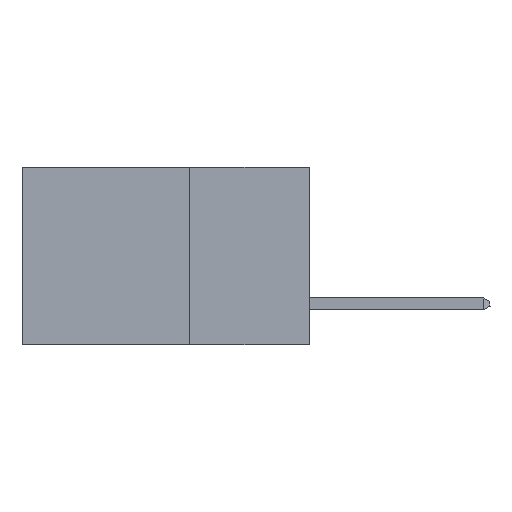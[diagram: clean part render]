
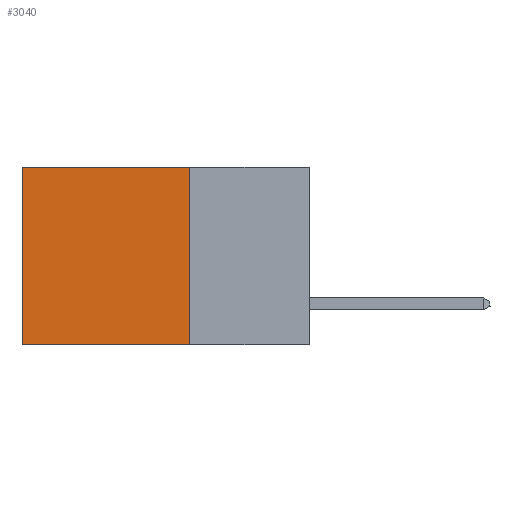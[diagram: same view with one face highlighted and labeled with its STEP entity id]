
A CAD part, left-side view. The second image highlights one B-rep face of the part: STEP entity #3040.
In plain terms, the highlighted planar face has unit normal (-1, 0, 0).
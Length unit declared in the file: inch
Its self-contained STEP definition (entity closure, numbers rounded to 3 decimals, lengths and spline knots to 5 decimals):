
#1165 = CARTESIAN_POINT ( 'NONE',  ( 0.2875, 0.25, -0.37 ) ) ;
#2033 = PLANE ( 'NONE',  #26196 ) ;
#2343 = DIRECTION ( 'NONE',  ( 0., 1., 0. ) ) ;
#3040 = ADVANCED_FACE ( 'NONE', ( #31370 ), #2033, .F. ) ;
#4901 = DIRECTION ( 'NONE',  ( 0., 0., -1. ) ) ;
#5435 = DIRECTION ( 'NONE',  ( 1., 0., 0. ) ) ;
#5479 = VERTEX_POINT ( 'NONE', #16548 ) ;
#5681 = DIRECTION ( 'NONE',  ( 0., 1., 0. ) ) ;
#6096 = LINE ( 'NONE', #24041, #29472 ) ;
#6762 = LINE ( 'NONE', #27840, #38346 ) ;
#7950 = DIRECTION ( 'NONE',  ( 0., 0., -1. ) ) ;
#8238 = CARTESIAN_POINT ( 'NONE',  ( 0.2875, 0.25, 0. ) ) ;
#8343 = EDGE_CURVE ( 'NONE', #9065, #13342, #34889, .T. ) ;
#9065 = VERTEX_POINT ( 'NONE', #11308 ) ;
#11308 = CARTESIAN_POINT ( 'NONE',  ( 0.2875, 0.25, 0. ) ) ;
#13342 = VERTEX_POINT ( 'NONE', #1165 ) ;
#14186 = ORIENTED_EDGE ( 'NONE', *, *, #31448, .T. ) ;
#15568 = VERTEX_POINT ( 'NONE', #19705 ) ;
#15963 = ORIENTED_EDGE ( 'NONE', *, *, #38299, .F. ) ;
#16548 = CARTESIAN_POINT ( 'NONE',  ( 0.2875, 0.6, 0. ) ) ;
#17590 = CARTESIAN_POINT ( 'NONE',  ( 0.2875, 0.25, 0. ) ) ;
#19705 = CARTESIAN_POINT ( 'NONE',  ( 0.2875, 0.6, -0.37 ) ) ;
#22347 = EDGE_CURVE ( 'NONE', #9065, #5479, #30461, .T. ) ;
#24041 = CARTESIAN_POINT ( 'NONE',  ( 0.2875, 0.25, -0.37 ) ) ;
#26196 = AXIS2_PLACEMENT_3D ( 'NONE', #17590, #5435, #7950 ) ;
#27840 = CARTESIAN_POINT ( 'NONE',  ( 0.2875, 0.6, 0. ) ) ;
#28524 = EDGE_LOOP ( 'NONE', ( #14186, #15963, #34298, #33730 ) ) ;
#29439 = VECTOR ( 'NONE', #5681, 39.37008 ) ;
#29472 = VECTOR ( 'NONE', #2343, 39.37008 ) ;
#30461 = LINE ( 'NONE', #35182, #29439 ) ;
#31370 = FACE_OUTER_BOUND ( 'NONE', #28524, .T. ) ;
#31448 = EDGE_CURVE ( 'NONE', #5479, #15568, #6762, .T. ) ;
#33730 = ORIENTED_EDGE ( 'NONE', *, *, #22347, .T. ) ;
#34298 = ORIENTED_EDGE ( 'NONE', *, *, #8343, .F. ) ;
#34889 = LINE ( 'NONE', #8238, #39232 ) ;
#35182 = CARTESIAN_POINT ( 'NONE',  ( 0.2875, 0.25, 0. ) ) ;
#36837 = DIRECTION ( 'NONE',  ( 0., 0., -1. ) ) ;
#38299 = EDGE_CURVE ( 'NONE', #13342, #15568, #6096, .T. ) ;
#38346 = VECTOR ( 'NONE', #36837, 39.37008 ) ;
#39232 = VECTOR ( 'NONE', #4901, 39.37008 ) ;
